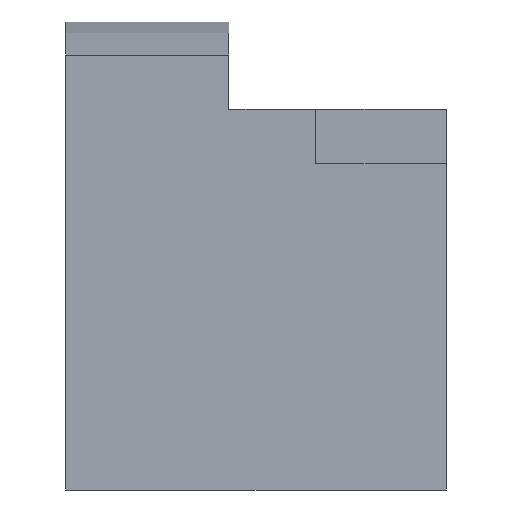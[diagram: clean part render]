
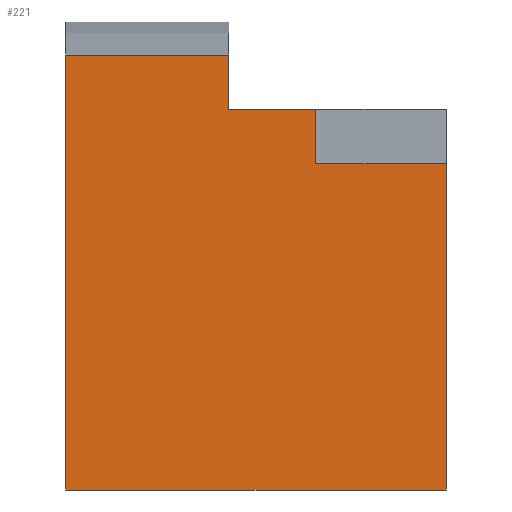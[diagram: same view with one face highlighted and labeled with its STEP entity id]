
A CAD part, left-side view. The second image highlights one B-rep face of the part: STEP entity #221.
In plain terms, the highlighted planar face has unit normal (-1, 0, 0).
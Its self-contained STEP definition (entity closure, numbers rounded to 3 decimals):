
#1=DIRECTION('',(0.,-1.,0.));
#2=VECTOR('',#1,35.);
#3=CARTESIAN_POINT('',(-17.5,17.5,20.));
#4=LINE('',#3,#2);
#17=DIRECTION('',(0.,1.,0.));
#18=VECTOR('',#17,12.);
#19=CARTESIAN_POINT('',(-17.5,-17.5,50.));
#20=LINE('',#19,#18);
#21=DIRECTION('',(0.,0.,1.));
#22=VECTOR('',#21,40.);
#23=CARTESIAN_POINT('',(-17.5,17.5,20.));
#24=LINE('',#23,#22);
#25=DIRECTION('',(0.,0.,1.));
#26=VECTOR('',#25,5.);
#27=CARTESIAN_POINT('',(-17.5,-5.5,50.));
#28=LINE('',#27,#26);
#49=DIRECTION('',(0.,-1.,0.));
#50=VECTOR('',#49,8.);
#51=CARTESIAN_POINT('',(-17.5,2.5,55.));
#52=LINE('',#51,#50);
#83=DIRECTION('',(0.,0.,1.));
#84=VECTOR('',#83,30.);
#85=CARTESIAN_POINT('',(-17.5,-17.5,20.));
#86=LINE('',#85,#84);
#99=DIRECTION('',(0.,0.,1.));
#100=VECTOR('',#99,5.);
#101=CARTESIAN_POINT('',(-17.5,2.5,55.));
#102=LINE('',#101,#100);
#112=DIRECTION('',(0.,-1.,0.));
#113=VECTOR('',#112,15.);
#114=CARTESIAN_POINT('',(-17.5,17.5,60.));
#115=LINE('',#114,#113);
#139=CARTESIAN_POINT('',(-17.5,17.5,20.));
#140=CARTESIAN_POINT('',(-17.5,-17.5,20.));
#141=VERTEX_POINT('',#139);
#142=VERTEX_POINT('',#140);
#149=CARTESIAN_POINT('',(-17.5,17.5,60.));
#151=VERTEX_POINT('',#149);
#153=CARTESIAN_POINT('',(-17.5,2.5,60.));
#155=VERTEX_POINT('',#153);
#158=CARTESIAN_POINT('',(-17.5,2.5,55.));
#160=VERTEX_POINT('',#158);
#165=CARTESIAN_POINT('',(-17.5,-5.5,55.));
#166=VERTEX_POINT('',#165);
#167=CARTESIAN_POINT('',(-17.5,-17.5,50.));
#168=CARTESIAN_POINT('',(-17.5,-5.5,50.));
#169=VERTEX_POINT('',#167);
#170=VERTEX_POINT('',#168);
#199=CARTESIAN_POINT('',(-17.5,17.5,20.));
#200=DIRECTION('',(-1.,0.,0.));
#201=DIRECTION('',(0.,-1.,0.));
#202=AXIS2_PLACEMENT_3D('',#199,#200,#201);
#203=PLANE('',#202);
#205=ORIENTED_EDGE('',*,*,#204,.F.);
#207=ORIENTED_EDGE('',*,*,#206,.F.);
#208=ORIENTED_EDGE('',*,*,#188,.F.);
#210=ORIENTED_EDGE('',*,*,#209,.T.);
#212=ORIENTED_EDGE('',*,*,#211,.T.);
#214=ORIENTED_EDGE('',*,*,#213,.F.);
#216=ORIENTED_EDGE('',*,*,#215,.T.);
#218=ORIENTED_EDGE('',*,*,#217,.F.);
#219=EDGE_LOOP('',(#205,#207,#208,#210,#212,#214,#216,#218));
#220=FACE_OUTER_BOUND('',#219,.F.);
#221=ADVANCED_FACE('',(#220),#203,.T.);
#188=EDGE_CURVE('',#141,#142,#4,.T.);
#204=EDGE_CURVE('',#169,#170,#20,.T.);
#206=EDGE_CURVE('',#142,#169,#86,.T.);
#209=EDGE_CURVE('',#141,#151,#24,.T.);
#211=EDGE_CURVE('',#151,#155,#115,.T.);
#213=EDGE_CURVE('',#160,#155,#102,.T.);
#215=EDGE_CURVE('',#160,#166,#52,.T.);
#217=EDGE_CURVE('',#170,#166,#28,.T.);
